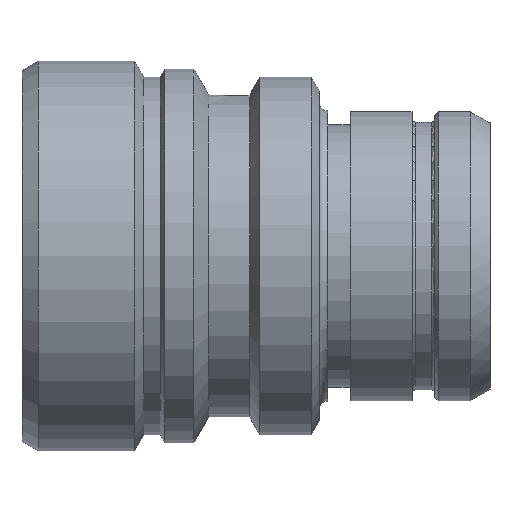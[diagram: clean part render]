
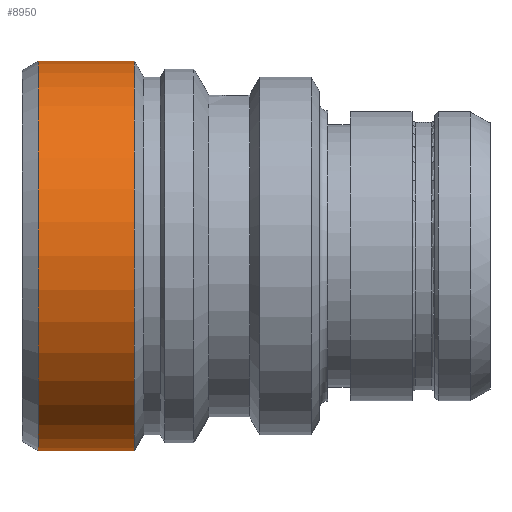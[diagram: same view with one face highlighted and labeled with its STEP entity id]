
A CAD part, top view. The second image highlights one B-rep face of the part: STEP entity #8950.
In plain terms, the highlighted cylindrical face has radius 12 mm (diameter 24 mm), a partial arc.
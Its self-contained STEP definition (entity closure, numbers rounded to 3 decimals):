
#270=CARTESIAN_POINT('',(1.,0.,0.));
#271=DIRECTION('',(1.,0.,0.));
#272=DIRECTION('',(0.,1.,0.));
#273=AXIS2_PLACEMENT_3D('',#270,#271,#272);
#275=CARTESIAN_POINT('',(6.923,0.,0.));
#276=DIRECTION('',(1.,0.,0.));
#277=DIRECTION('',(0.,1.,0.));
#278=AXIS2_PLACEMENT_3D('',#275,#276,#277);
#280=DIRECTION('',(-1.,0.,0.));
#281=VECTOR('',#280,5.923);
#282=CARTESIAN_POINT('',(6.923,12.,0.));
#283=LINE('754',#282,#281);
#284=DIRECTION('',(-1.,0.,0.));
#285=VECTOR('',#284,5.923);
#286=CARTESIAN_POINT('',(6.923,-12.,0.));
#287=LINE('769',#286,#285);
#7337=CARTESIAN_POINT('',(6.923,12.,0.));
#7338=VERTEX_POINT('',#7337);
#7339=CARTESIAN_POINT('',(1.,12.,0.));
#7340=VERTEX_POINT('',#7339);
#7373=CARTESIAN_POINT('',(6.923,-12.,0.));
#7374=VERTEX_POINT('',#7373);
#7375=CARTESIAN_POINT('',(1.,-12.,0.));
#7376=VERTEX_POINT('',#7375);
#8936=CARTESIAN_POINT('',(-1.44,0.,0.));
#8937=DIRECTION('',(1.,0.,0.));
#8938=DIRECTION('',(0.,-1.,0.));
#8939=AXIS2_PLACEMENT_3D('',#8936,#8937,#8938);
#8940=CYLINDRICAL_SURFACE('277',#8939,12.);
#8942=ORIENTED_EDGE('754',*,*,#8941,.F.);
#8944=ORIENTED_EDGE('787',*,*,#8943,.T.);
#8946=ORIENTED_EDGE('769',*,*,#8945,.T.);
#8947=ORIENTED_EDGE('788',*,*,#8922,.F.);
#8948=EDGE_LOOP('277',(#8942,#8944,#8946,#8947));
#8949=FACE_OUTER_BOUND('277',#8948,.F.);
#274=CIRCLE('788',#273,12.);
#279=CIRCLE('787',#278,12.);
#8922=EDGE_CURVE('788',#7340,#7376,#274,.T.);
#8941=EDGE_CURVE('754',#7338,#7340,#283,.T.);
#8943=EDGE_CURVE('787',#7338,#7374,#279,.T.);
#8945=EDGE_CURVE('769',#7374,#7376,#287,.T.);
#8950=ADVANCED_FACE('277',(#8949),#8940,.T.);
